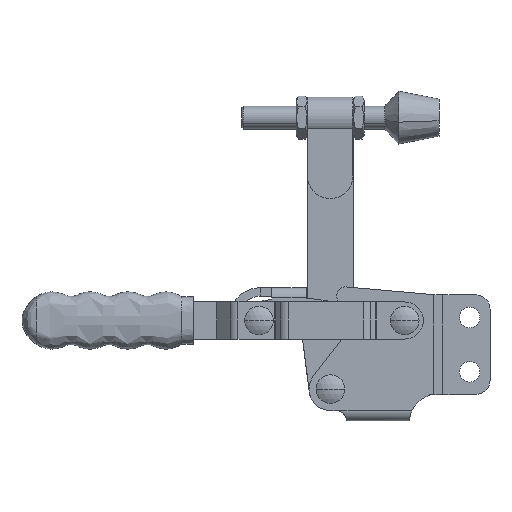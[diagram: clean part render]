
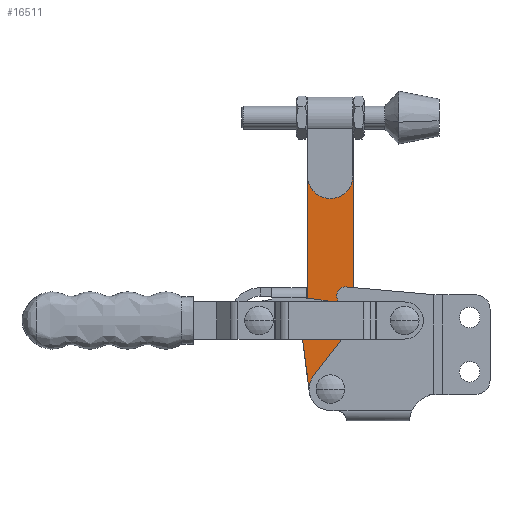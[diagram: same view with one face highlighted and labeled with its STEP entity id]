
A CAD part, left-side view. The second image highlights one B-rep face of the part: STEP entity #16511.
In plain terms, the highlighted face is planar.
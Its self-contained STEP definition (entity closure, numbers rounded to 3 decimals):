
#2352 = CARTESIAN_POINT ( 'NONE',  ( 68.313, -10.418, 0. ) ) ;
#2353 = CARTESIAN_POINT ( 'NONE',  ( 68.339, 10.414, 0. ) ) ;
#2354 = CARTESIAN_POINT ( 'NONE',  ( 67., 0., 0. ) ) ;
#2355 = DIRECTION ( 'NONE',  ( 0., 0., 1. ) ) ;
#2356 = DIRECTION ( 'NONE',  ( 1., 0., 0. ) ) ;
#2357 = DIRECTION ( 'NONE',  ( 0.992, 0.125, 0. ) ) ;
#2358 = DIRECTION ( 'NONE',  ( -0.992, 0.128, 0. ) ) ;
#2359 = CARTESIAN_POINT ( 'NONE',  ( 91., 0., 0. ) ) ;
#2360 = DIRECTION ( 'NONE',  ( 0., 0., 1. ) ) ;
#2361 = DIRECTION ( 'NONE',  ( 1., 0., 0. ) ) ;
#2362 = DIRECTION ( 'NONE',  ( 1., 0., 0. ) ) ;
#2364 = CARTESIAN_POINT ( 'NONE',  ( 0., -8., 0. ) ) ;
#2365 = CARTESIAN_POINT ( 'NONE',  ( 67., 0., 0. ) ) ;
#2366 = DIRECTION ( 'NONE',  ( 0., 0., 1. ) ) ;
#2367 = DIRECTION ( 'NONE',  ( 1., 0., 0. ) ) ;
#2371 = CARTESIAN_POINT ( 'NONE',  ( 91., 0., 0. ) ) ;
#2372 = DIRECTION ( 'NONE',  ( 0., 0., 1. ) ) ;
#2373 = DIRECTION ( 'NONE',  ( 1., 0., 0. ) ) ;
#10656 = CARTESIAN_POINT ( 'NONE',  ( 0., -8., 0. ) ) ;
#10658 = CARTESIAN_POINT ( 'NONE',  ( 87.8, 0., 0. ) ) ;
#10659 = CARTESIAN_POINT ( 'NONE',  ( 94.2, 0., 0. ) ) ;
#10661 = CARTESIAN_POINT ( 'NONE',  ( 91.937, -7.441, 0. ) ) ;
#10662 = CARTESIAN_POINT ( 'NONE',  ( 63.8, 0., 0. ) ) ;
#10663 = CARTESIAN_POINT ( 'NONE',  ( 70.2, 0., 0. ) ) ;
#10665 = CARTESIAN_POINT ( 'NONE',  ( 0., 8., 0. ) ) ;
#10666 = CARTESIAN_POINT ( 'NONE',  ( 91., 7.5, 0. ) ) ;
#10673 = CARTESIAN_POINT ( 'NONE',  ( 60.199, 8., 0. ) ) ;
#10674 = CARTESIAN_POINT ( 'NONE',  ( 68.339, 10.414, 0. ) ) ;
#10675 = CARTESIAN_POINT ( 'NONE',  ( 68.313, -10.418, 0. ) ) ;
#10676 = CARTESIAN_POINT ( 'NONE',  ( 60.199, -8., 0. ) ) ;
#12057 = DIRECTION ( 'NONE',  ( 0., 0., 1. ) ) ;
#12059 = CARTESIAN_POINT ( 'NONE',  ( 67., 0., 0. ) ) ;
#12061 = PLANE ( 'NONE',  #24146 ) ;
#12063 = DIRECTION ( 'NONE',  ( 1., 0., 0. ) ) ;
#13966 = AXIS2_PLACEMENT_3D ( 'NONE', #15390, #15392, #15394 ) ;
#13968 = AXIS2_PLACEMENT_3D ( 'NONE', #15416, #15417, #15419 ) ;
#13974 = AXIS2_PLACEMENT_3D ( 'NONE', #15483, #15484, #15486 ) ;
#13975 = AXIS2_PLACEMENT_3D ( 'NONE', #2354, #2355, #2356 ) ;
#13976 = AXIS2_PLACEMENT_3D ( 'NONE', #2359, #2360, #2361 ) ;
#13977 = AXIS2_PLACEMENT_3D ( 'NONE', #2365, #2366, #2367 ) ;
#13978 = AXIS2_PLACEMENT_3D ( 'NONE', #2371, #2372, #2373 ) ;
#15390 = CARTESIAN_POINT ( 'NONE',  ( 91., 0., 0. ) ) ;
#15392 = DIRECTION ( 'NONE',  ( 0., 0., 1. ) ) ;
#15394 = DIRECTION ( 'NONE',  ( 1., 0., 0. ) ) ;
#15416 = CARTESIAN_POINT ( 'NONE',  ( 67., 0., 0. ) ) ;
#15417 = DIRECTION ( 'NONE',  ( 0., 0., 1. ) ) ;
#15419 = DIRECTION ( 'NONE',  ( 1., 0., 0. ) ) ;
#15471 = CARTESIAN_POINT ( 'NONE',  ( 0., 8., 0. ) ) ;
#15473 = DIRECTION ( 'NONE',  ( 0., -1., 0. ) ) ;
#15481 = CARTESIAN_POINT ( 'NONE',  ( 0., 8., 0. ) ) ;
#15483 = CARTESIAN_POINT ( 'NONE',  ( 67., 0., 0. ) ) ;
#15484 = DIRECTION ( 'NONE',  ( 0., 0., 1. ) ) ;
#15486 = DIRECTION ( 'NONE',  ( 1., 0., 0. ) ) ;
#15489 = DIRECTION ( 'NONE',  ( -1., 0., 0. ) ) ;
#16511 = ADVANCED_FACE ( 'NONE', ( #18506, #18520, #18515 ), #12061, .F. ) ;
#17769 = VERTEX_POINT ( 'NONE', #10656 ) ;
#17771 = VERTEX_POINT ( 'NONE', #10658 ) ;
#17772 = VERTEX_POINT ( 'NONE', #10659 ) ;
#17774 = VERTEX_POINT ( 'NONE', #10661 ) ;
#17775 = VERTEX_POINT ( 'NONE', #10662 ) ;
#17776 = VERTEX_POINT ( 'NONE', #10663 ) ;
#17778 = VERTEX_POINT ( 'NONE', #10665 ) ;
#17779 = VERTEX_POINT ( 'NONE', #10666 ) ;
#17786 = VERTEX_POINT ( 'NONE', #10673 ) ;
#17787 = VERTEX_POINT ( 'NONE', #10674 ) ;
#17788 = VERTEX_POINT ( 'NONE', #10675 ) ;
#17789 = VERTEX_POINT ( 'NONE', #10676 ) ;
#18506 = FACE_BOUND ( 'NONE', #25379, .T. ) ;
#18515 = FACE_BOUND ( 'NONE', #25380, .T. ) ;
#18520 = FACE_OUTER_BOUND ( 'NONE', #25422, .T. ) ;
#23728 = EDGE_CURVE ( 'NONE', #17771, #17772, #28769, .T. ) ;
#23735 = EDGE_CURVE ( 'NONE', #17775, #17776, #28774, .T. ) ;
#23755 = EDGE_CURVE ( 'NONE', #17776, #17775, #28793, .T. ) ;
#23756 = EDGE_CURVE ( 'NONE', #17778, #17769, #28794, .T. ) ;
#23758 = EDGE_CURVE ( 'NONE', #17786, #17778, #28780, .T. ) ;
#23760 = EDGE_CURVE ( 'NONE', #17787, #17786, #28795, .T. ) ;
#23761 = EDGE_CURVE ( 'NONE', #17779, #17787, #28797, .T. ) ;
#23763 = EDGE_CURVE ( 'NONE', #17774, #17779, #28799, .T. ) ;
#23764 = EDGE_CURVE ( 'NONE', #17788, #17774, #28800, .T. ) ;
#23766 = EDGE_CURVE ( 'NONE', #17789, #17788, #28802, .T. ) ;
#23768 = EDGE_CURVE ( 'NONE', #17769, #17789, #28803, .T. ) ;
#23769 = EDGE_CURVE ( 'NONE', #17772, #17771, #28805, .T. ) ;
#24146 = AXIS2_PLACEMENT_3D ( 'NONE', #12059, #12057, #12063 ) ;
#25379 = EDGE_LOOP ( 'NONE', ( #25506, #25505 ) ) ;
#25380 = EDGE_LOOP ( 'NONE', ( #25483, #25515 ) ) ;
#25422 = EDGE_LOOP ( 'NONE', ( #25501, #25493, #25517, #25516, #25511, #25504, #25502, #25480 ) ) ;
#25480 = ORIENTED_EDGE ( 'NONE', *, *, #23768, .F. ) ;
#25483 = ORIENTED_EDGE ( 'NONE', *, *, #23728, .T. ) ;
#25493 = ORIENTED_EDGE ( 'NONE', *, *, #23758, .F. ) ;
#25501 = ORIENTED_EDGE ( 'NONE', *, *, #23756, .F. ) ;
#25502 = ORIENTED_EDGE ( 'NONE', *, *, #23766, .F. ) ;
#25504 = ORIENTED_EDGE ( 'NONE', *, *, #23764, .F. ) ;
#25505 = ORIENTED_EDGE ( 'NONE', *, *, #23755, .T. ) ;
#25506 = ORIENTED_EDGE ( 'NONE', *, *, #23735, .T. ) ;
#25511 = ORIENTED_EDGE ( 'NONE', *, *, #23763, .F. ) ;
#25515 = ORIENTED_EDGE ( 'NONE', *, *, #23769, .T. ) ;
#25516 = ORIENTED_EDGE ( 'NONE', *, *, #23761, .F. ) ;
#25517 = ORIENTED_EDGE ( 'NONE', *, *, #23760, .F. ) ;
#28769 = CIRCLE ( 'NONE', #13966, 3.2 ) ;
#28774 = CIRCLE ( 'NONE', #13968, 3.2 ) ;
#28780 = LINE ( 'NONE', #15481, #28798 ) ;
#28793 = CIRCLE ( 'NONE', #13974, 3.2 ) ;
#28794 = LINE ( 'NONE', #15471, #28796 ) ;
#28795 = CIRCLE ( 'NONE', #13975, 10.5 ) ;
#28796 = VECTOR ( 'NONE', #15473, 1000. ) ;
#28797 = LINE ( 'NONE', #2353, #28801 ) ;
#28798 = VECTOR ( 'NONE', #15489, 1000. ) ;
#28799 = CIRCLE ( 'NONE', #13976, 7.5 ) ;
#28800 = LINE ( 'NONE', #2352, #28804 ) ;
#28801 = VECTOR ( 'NONE', #2358, 1000. ) ;
#28802 = CIRCLE ( 'NONE', #13977, 10.5 ) ;
#28803 = LINE ( 'NONE', #2364, #28807 ) ;
#28804 = VECTOR ( 'NONE', #2357, 1000. ) ;
#28805 = CIRCLE ( 'NONE', #13978, 3.2 ) ;
#28807 = VECTOR ( 'NONE', #2362, 1000. ) ;
